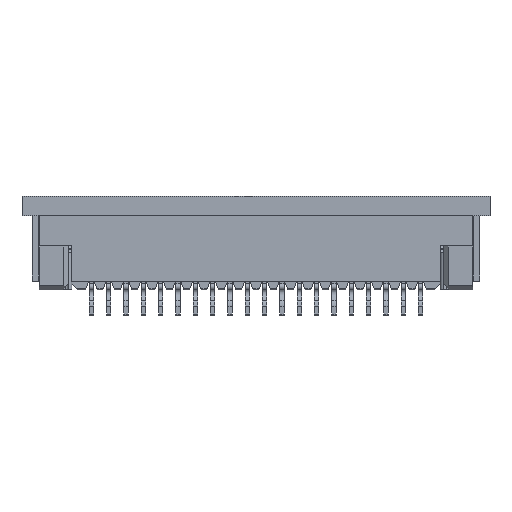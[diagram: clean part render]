
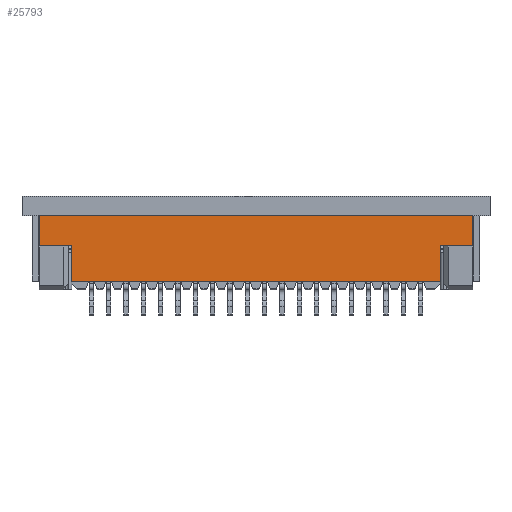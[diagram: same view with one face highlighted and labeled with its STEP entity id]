
A CAD part, front view. The second image highlights one B-rep face of the part: STEP entity #25793.
In plain terms, the highlighted face is planar.
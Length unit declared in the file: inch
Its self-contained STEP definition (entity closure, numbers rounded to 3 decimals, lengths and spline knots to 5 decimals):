
#2506=ORIENTED_EDGE('',*,*,#10110,.F.);
#2507=ORIENTED_EDGE('',*,*,#10175,.T.);
#2508=ORIENTED_EDGE('',*,*,#10096,.T.);
#2509=ORIENTED_EDGE('',*,*,#10138,.F.);
#2510=ORIENTED_EDGE('',*,*,#9120,.T.);
#2511=ORIENTED_EDGE('',*,*,#10176,.F.);
#2512=ORIENTED_EDGE('',*,*,#9131,.F.);
#2513=ORIENTED_EDGE('',*,*,#10177,.F.);
#2514=ORIENTED_EDGE('',*,*,#9233,.F.);
#2515=ORIENTED_EDGE('',*,*,#10143,.F.);
#9120=EDGE_CURVE('',#13093,#13091,#15656,.T.);
#9131=EDGE_CURVE('',#13102,#13103,#15667,.T.);
#9233=EDGE_CURVE('',#13204,#13205,#15769,.T.);
#10096=EDGE_CURVE('',#13788,#13787,#16632,.T.);
#10110=EDGE_CURVE('',#13795,#13796,#16646,.T.);
#10138=EDGE_CURVE('',#13093,#13787,#16674,.T.);
#10143=EDGE_CURVE('',#13796,#13204,#16679,.T.);
#10175=EDGE_CURVE('',#13795,#13788,#16711,.T.);
#10176=EDGE_CURVE('',#13103,#13091,#16712,.T.);
#10177=EDGE_CURVE('',#13205,#13102,#16713,.T.);
#13091=VERTEX_POINT('',#36447);
#13093=VERTEX_POINT('',#36450);
#13102=VERTEX_POINT('',#36472);
#13103=VERTEX_POINT('',#36473);
#13204=VERTEX_POINT('',#36677);
#13205=VERTEX_POINT('',#36678);
#13787=VERTEX_POINT('',#38301);
#13788=VERTEX_POINT('',#38303);
#13795=VERTEX_POINT('',#38324);
#13796=VERTEX_POINT('',#38326);
#15656=LINE('',#36449,#18834);
#15667=LINE('',#36471,#18845);
#15769=LINE('',#36676,#18947);
#16632=LINE('',#38302,#19810);
#16646=LINE('',#38325,#19824);
#16674=LINE('',#38383,#19852);
#16679=LINE('',#38391,#19857);
#16711=LINE('',#38449,#19889);
#16712=LINE('',#38450,#19890);
#16713=LINE('',#38451,#19891);
#18834=VECTOR('',#29063,39.37008);
#18845=VECTOR('',#29078,39.37008);
#18947=VECTOR('',#29182,39.37008);
#19810=VECTOR('',#30403,39.37008);
#19824=VECTOR('',#30419,39.37008);
#19852=VECTOR('',#30457,39.37008);
#19857=VECTOR('',#30466,39.37008);
#19889=VECTOR('',#30522,39.37008);
#19890=VECTOR('',#30523,39.37008);
#19891=VECTOR('',#30524,39.37008);
#22215=EDGE_LOOP('',(#2506,#2507,#2508,#2509,#2510,#2511,#2512,#2513,#2514,
#2515));
#23523=FACE_BOUND('',#22215,.T.);
#24829=PLANE('',#27157);
#25793=ADVANCED_FACE('',(#23523),#24829,.F.);
#27157=AXIS2_PLACEMENT_3D('',#38448,#30520,#30521);
#29063=DIRECTION('',(0.,-1.,0.));
#29078=DIRECTION('',(-1.,0.,0.));
#29182=DIRECTION('',(0.,-1.,0.));
#30403=DIRECTION('',(0.,-1.,0.));
#30419=DIRECTION('',(0.,-1.,0.));
#30457=DIRECTION('',(1.,0.,0.));
#30466=DIRECTION('',(1.,0.,0.));
#30520=DIRECTION('',(0.,0.,-1.));
#30521=DIRECTION('',(-1.,0.,0.));
#30522=DIRECTION('',(-1.,0.,0.));
#30523=DIRECTION('',(-1.,0.,0.));
#30524=DIRECTION('',(-1.,0.,0.));
#36447=CARTESIAN_POINT('',(-0.4922,0.044,0.059));
#36449=CARTESIAN_POINT('',(-0.4922,0.19332,0.059));
#36450=CARTESIAN_POINT('',(-0.4922,0.11327,0.059));
#36471=CARTESIAN_POINT('',(0.4922,0.044,0.059));
#36472=CARTESIAN_POINT('',(0.47265,0.044,0.059));
#36473=CARTESIAN_POINT('',(-0.47265,0.044,0.059));
#36676=CARTESIAN_POINT('',(0.4922,0.19332,0.059));
#36677=CARTESIAN_POINT('',(0.4922,0.11327,0.059));
#36678=CARTESIAN_POINT('',(0.4922,0.044,0.059));
#38301=CARTESIAN_POINT('',(-0.4187,0.11327,0.059));
#38302=CARTESIAN_POINT('',(-0.4187,0.32227,0.059));
#38303=CARTESIAN_POINT('',(-0.4187,0.19332,0.059));
#38324=CARTESIAN_POINT('',(0.4187,0.19332,0.059));
#38325=CARTESIAN_POINT('',(0.4187,0.32227,0.059));
#38326=CARTESIAN_POINT('',(0.4187,0.11327,0.059));
#38383=CARTESIAN_POINT('',(-0.5087,0.11327,0.059));
#38391=CARTESIAN_POINT('',(0.4187,0.11327,0.059));
#38448=CARTESIAN_POINT('',(0.4922,0.19332,0.059));
#38449=CARTESIAN_POINT('',(0.4922,0.19332,0.059));
#38450=CARTESIAN_POINT('',(-0.47265,0.044,0.059));
#38451=CARTESIAN_POINT('',(0.4922,0.044,0.059));
